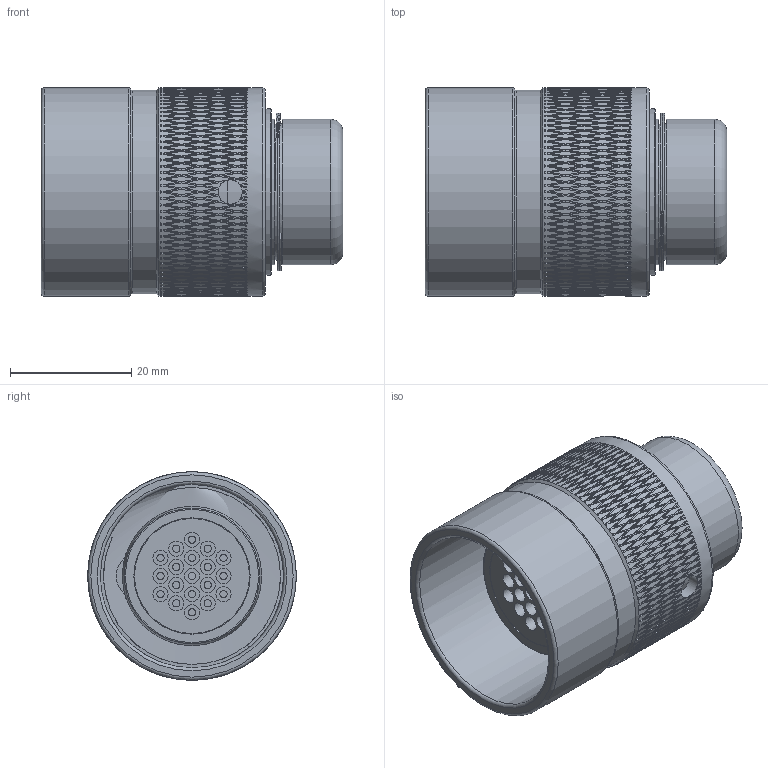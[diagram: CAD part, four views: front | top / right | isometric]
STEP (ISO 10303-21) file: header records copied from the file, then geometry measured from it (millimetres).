
FILE_DESCRIPTION(/* description */ (''),/* implementation_level */ '2;1');
FILE_NAME(/* name */ 'TrustLink MS F Pressure Cap B 19.stp',/* time_stamp */ '2021-03-09T14:08:53+01:00',/* author */ ('sh'),/* organization */ (''),/* preprocessor_version */ 'ST-DEVELOPER v17.2',/* originating_system */ 'Autodesk Inventor 2019',/* authorisation */ '');
FILE_SCHEMA (('AUTOMOTIVE_DESIGN { 1 0 10303 214 3 1 1 }'));
Length unit declared in the file: millimetre
Products named in the file (1): TrustLink MS F Pressure Cap B 19
Bounding box: 49.8 x 34.4 x 34.4 mm (x, y, z)
Volume: 22969.1 mm3; surface area: 15993 mm2
Topology: 1 solids, 1 shells, 3157 faces, 8476 edges, 5669 vertices
Faces by surface type: bspline 2700, cylinder 383, plane 57, cone 11, torus 6
Full cylindrical faces by diameter (mm): 1.2 x19, 2.5 x19, 4 x1, 19 x1, 19.2 x1, 22.52 x2, 23 x1, 24 x2, 24.5 x3, 26.05 x1, 27.5 x3, 29.2 x3, 30.2 x4, 30.3 x2, 33.6 x1, 34.2 x1, 34.4 x3
Entity records: 222921 total; most frequent: CARTESIAN_POINT 163102, ORIENTED_EDGE 16952, EDGE_CURVE 8476, B_SPLINE_CURVE_WITH_KNOTS 7453, VERTEX_POINT 5669, EDGE_LOOP 3507, STYLED_ITEM 3158, ADVANCED_FACE 3157
